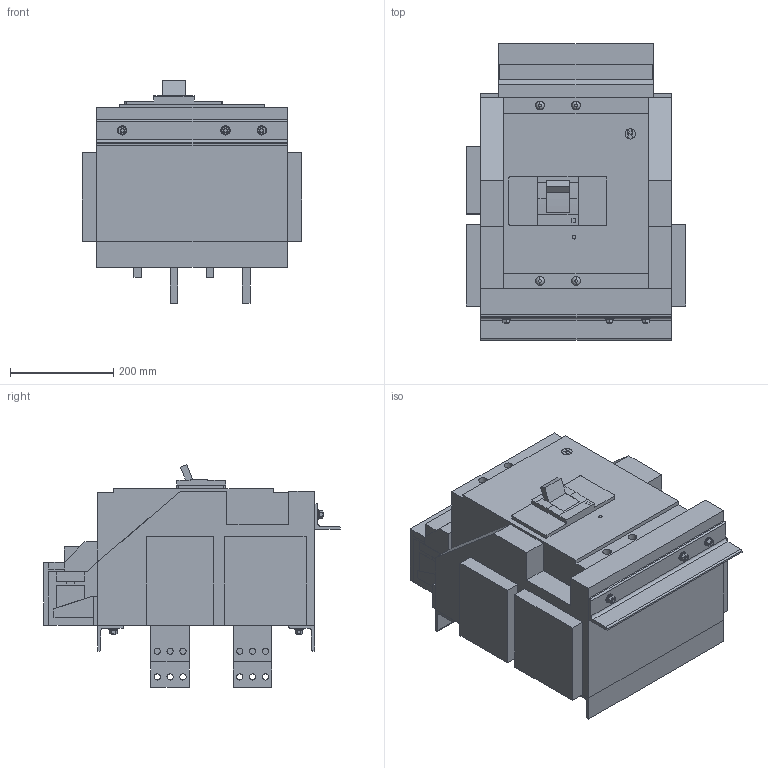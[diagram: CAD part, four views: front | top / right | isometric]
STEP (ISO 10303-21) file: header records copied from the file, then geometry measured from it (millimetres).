
FILE_DESCRIPTION(('CoCreate Modeling STEP Export'),'2;1');
FILE_NAME('Ｓ１６００ＮＥ４Ｄ.stp','2016-03-30T 9:35:02',(''),(''),'CoCreate Modeling STEP processor for AP214 (Solid Model)','CoCreate Modeling 17.0 01-Apr-2010 (C) Parametric Technology GmbH','');
FILE_SCHEMA(('AUTOMOTIVE_DESIGN { 1 0 10303 214 1 1 1 1 }'));
Length unit declared in the file: millimetre
Products named in the file (17): P4; P5.5; P2; P3; P4.2; P4.1; P4.3; P3.1; P1; P6.1; P7.1; P8.3; P9.3; P10.1; P3.2; P6.4; Ｓ１６００ＮＥ４Ｄ
Assembly tree (45 placements, depth 2):
  Ｓ１６００ＮＥ４Ｄ
    P6.4  x3
    P3.2
    P10.1  x7
    P9.3  x7
    P5.5  x7
    P8.3  x4
    P7.1  x4
    P6.1  x4
    P1
    P3.1
    P4.3
    P4.1
    P4.2
    P3
    P2
    P4
Bounding box: 426 x 575 x 431.3 mm (x, y, z)
Volume: 48281989.1 mm3; surface area: 1742747.1 mm2
Topology: 45 solids, 45 shells, 575 faces, 1348 edges, 890 vertices
Faces by surface type: plane 355, cylinder 212, torus 8
Entity records: 9934 total; most frequent: ORIENTED_EDGE 1628, CARTESIAN_POINT 1560, DIRECTION 1462, EDGE_CURVE 814, VECTOR 590, LINE 590, VERTEX_POINT 534, AXIS2_PLACEMENT_3D 436
